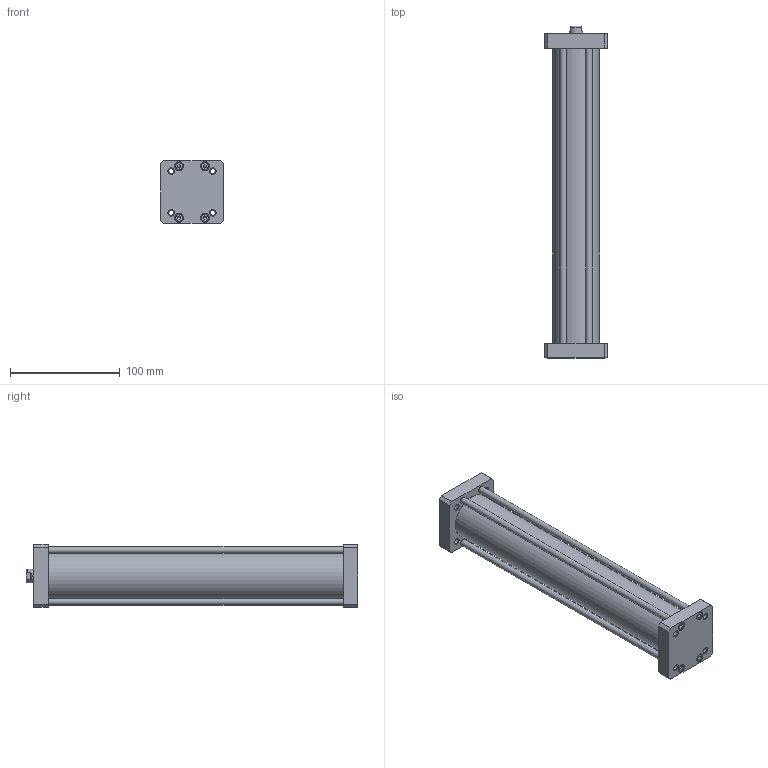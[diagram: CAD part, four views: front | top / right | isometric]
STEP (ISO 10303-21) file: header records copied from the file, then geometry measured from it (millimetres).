
FILE_DESCRIPTION((''),'2;1');
FILE_NAME('XDM040.250.GS.F.stp','2014-03-17T15:01:14',('carlo.corazza'),(''),'Autodesk Inventor 2012','Autodesk Inventor 2012','');
FILE_SCHEMA(('AUTOMOTIVE_DESIGN { 1 0 10303 214 1 1 1 1 }'));
Length unit declared in the file: millimetre
Products named in the file (6): XDM040..GS.F; CORPO-250; STELO-250; TA; TIRANTE-250; TP
Assembly tree (8 placements, depth 2):
  XDM040..GS.F
    CORPO-250
    STELO-250
    TA
    TIRANTE-250  x4
    TP
Bounding box: 57 x 302 x 57 mm (x, y, z)
Volume: 173872.3 mm3; surface area: 125851.7 mm2
Topology: 8 solids, 17 shells, 271 faces, 596 edges, 368 vertices
Faces by surface type: plane 103, cone 90, cylinder 66, torus 12
Full cylindrical faces by diameter (mm): 3 x2, 3.242 x8, 4.9 x8, 4.917 x9, 6 x4, 6.647 x1, 7 x8, 7.5 x8, 8.566 x2, 12 x1, 12.54 x1, 13.7 x1, 14 x1, 16.32 x1, 16.5 x1, 40 x1, 42 x1
Entity records: 6258 total; most frequent: CARTESIAN_POINT 1194, DIRECTION 1000, ORIENTED_EDGE 738, AXIS2_PLACEMENT_3D 433, EDGE_LOOP 420, EDGE_CURVE 369, VERTEX_POINT 301, STYLED_ITEM 243
